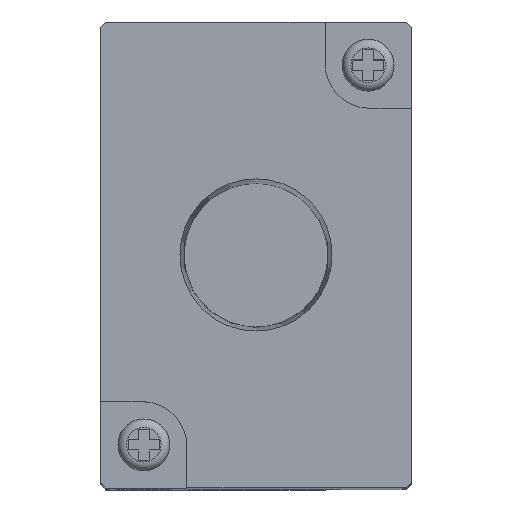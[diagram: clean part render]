
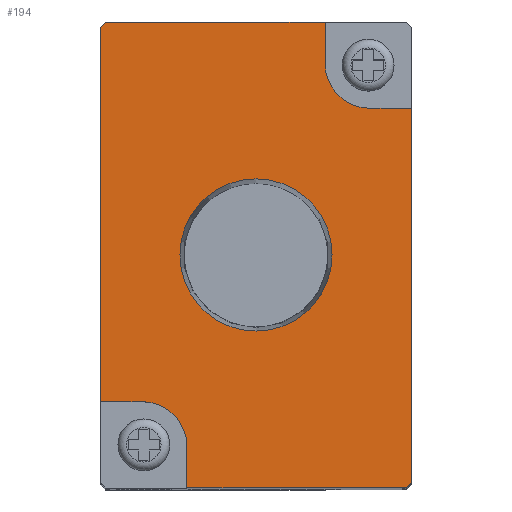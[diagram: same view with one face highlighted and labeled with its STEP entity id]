
A CAD part, top view. The second image highlights one B-rep face of the part: STEP entity #194.
In plain terms, the highlighted planar face has unit normal (0, 0, 1).
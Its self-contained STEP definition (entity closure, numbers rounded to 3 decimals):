
#194 = ADVANCED_FACE( '', ( #490, #491 ), #492, .T. );
#490 = FACE_BOUND( '', #806, .T. );
#491 = FACE_OUTER_BOUND( '', #807, .T. );
#492 = PLANE( '', #808 );
#806 = EDGE_LOOP( '', ( #1823 ) );
#807 = EDGE_LOOP( '', ( #1824, #1825, #1826, #1827, #1828, #1829, #1830, #1831, #1832, #1833, #1834, #1835 ) );
#808 = AXIS2_PLACEMENT_3D( '', #1836, #1837, #1838 );
#1823 = ORIENTED_EDGE( '', *, *, #2297, .T. );
#1824 = ORIENTED_EDGE( '', *, *, #2288, .F. );
#1825 = ORIENTED_EDGE( '', *, *, #2284, .F. );
#1826 = ORIENTED_EDGE( '', *, *, #2287, .F. );
#1827 = ORIENTED_EDGE( '', *, *, #2181, .T. );
#1828 = ORIENTED_EDGE( '', *, *, #2298, .T. );
#1829 = ORIENTED_EDGE( '', *, *, #2161, .T. );
#1830 = ORIENTED_EDGE( '', *, *, #2292, .F. );
#1831 = ORIENTED_EDGE( '', *, *, #2294, .F. );
#1832 = ORIENTED_EDGE( '', *, *, #2296, .F. );
#1833 = ORIENTED_EDGE( '', *, *, #2199, .T. );
#1834 = ORIENTED_EDGE( '', *, *, #2299, .T. );
#1835 = ORIENTED_EDGE( '', *, *, #2183, .T. );
#1836 = CARTESIAN_POINT( '', ( 0., 0., 7.5 ) );
#1837 = DIRECTION( '', ( 0., 0., 1. ) );
#1838 = DIRECTION( '', ( 1., 0., 0. ) );
#2161 = EDGE_CURVE( '', #2668, #2666, #2669, .T. );
#2181 = EDGE_CURVE( '', #2687, #2695, #2697, .T. );
#2183 = EDGE_CURVE( '', #2701, #2699, #2702, .T. );
#2199 = EDGE_CURVE( '', #2712, #2724, #2726, .T. );
#2284 = EDGE_CURVE( '', #2868, #2869, #2870, .T. );
#2287 = EDGE_CURVE( '', #2687, #2868, #2873, .T. );
#2288 = EDGE_CURVE( '', #2869, #2699, #2874, .T. );
#2292 = EDGE_CURVE( '', #2880, #2666, #2881, .T. );
#2294 = EDGE_CURVE( '', #2883, #2880, #2884, .T. );
#2296 = EDGE_CURVE( '', #2712, #2883, #2886, .T. );
#2297 = EDGE_CURVE( '', #2887, #2887, #2888, .T. );
#2298 = EDGE_CURVE( '', #2695, #2668, #2889, .T. );
#2299 = EDGE_CURVE( '', #2724, #2701, #2890, .T. );
#2666 = VERTEX_POINT( '', #3484 );
#2668 = VERTEX_POINT( '', #3487 );
#2669 = LINE( '', #3488, #3489 );
#2687 = VERTEX_POINT( '', #3518 );
#2695 = VERTEX_POINT( '', #3532 );
#2697 = LINE( '', #3535, #3536 );
#2699 = VERTEX_POINT( '', #3538 );
#2701 = VERTEX_POINT( '', #3541 );
#2702 = LINE( '', #3542, #3543 );
#2712 = VERTEX_POINT( '', #3559 );
#2724 = VERTEX_POINT( '', #3578 );
#2726 = LINE( '', #3581, #3582 );
#2868 = VERTEX_POINT( '', #3799 );
#2869 = VERTEX_POINT( '', #3800 );
#2870 = CIRCLE( '', #3801, 2.6 );
#2873 = LINE( '', #3806, #3807 );
#2874 = LINE( '', #3808, #3809 );
#2880 = VERTEX_POINT( '', #3817 );
#2881 = LINE( '', #3818, #3819 );
#2883 = VERTEX_POINT( '', #3822 );
#2884 = CIRCLE( '', #3823, 2.6 );
#2886 = LINE( '', #3826, #3827 );
#2887 = VERTEX_POINT( '', #3828 );
#2888 = CIRCLE( '', #3829, 4.408 );
#2889 = LINE( '', #3830, #3831 );
#2890 = LINE( '', #3832, #3833 );
#3484 = CARTESIAN_POINT( '', ( 9., 8.5, 7.5 ) );
#3487 = CARTESIAN_POINT( '', ( 9., -13.2, 7.5 ) );
#3488 = CARTESIAN_POINT( '', ( 9., -13.2, 7.5 ) );
#3489 = VECTOR( '', #4135, 1000. );
#3518 = CARTESIAN_POINT( '', ( -4., -13.5, 7.5 ) );
#3532 = CARTESIAN_POINT( '', ( 8.7, -13.5, 7.5 ) );
#3535 = CARTESIAN_POINT( '', ( -8.7, -13.5, 7.5 ) );
#3536 = VECTOR( '', #4157, 1000. );
#3538 = CARTESIAN_POINT( '', ( -9., -8.5, 7.5 ) );
#3541 = CARTESIAN_POINT( '', ( -9., 13.2, 7.5 ) );
#3542 = CARTESIAN_POINT( '', ( -9., 13.2, 7.5 ) );
#3543 = VECTOR( '', #4159, 1000. );
#3559 = CARTESIAN_POINT( '', ( 4., 13.5, 7.5 ) );
#3578 = CARTESIAN_POINT( '', ( -8.7, 13.5, 7.5 ) );
#3581 = CARTESIAN_POINT( '', ( 8.7, 13.5, 7.5 ) );
#3582 = VECTOR( '', #4177, 1000. );
#3799 = CARTESIAN_POINT( '', ( -4., -11.1, 7.5 ) );
#3800 = CARTESIAN_POINT( '', ( -6.6, -8.5, 7.5 ) );
#3801 = AXIS2_PLACEMENT_3D( '', #4279, #4280, #4281 );
#3806 = CARTESIAN_POINT( '', ( -4., -13.5, 7.5 ) );
#3807 = VECTOR( '', #4284, 1000. );
#3808 = CARTESIAN_POINT( '', ( -6.6, -8.5, 7.5 ) );
#3809 = VECTOR( '', #4285, 1000. );
#3817 = CARTESIAN_POINT( '', ( 6.6, 8.5, 7.5 ) );
#3818 = CARTESIAN_POINT( '', ( 6.6, 8.5, 7.5 ) );
#3819 = VECTOR( '', #4291, 1000. );
#3822 = CARTESIAN_POINT( '', ( 4., 11.1, 7.5 ) );
#3823 = AXIS2_PLACEMENT_3D( '', #4293, #4294, #4295 );
#3826 = CARTESIAN_POINT( '', ( 4., 13.5, 7.5 ) );
#3827 = VECTOR( '', #4297, 1000. );
#3828 = CARTESIAN_POINT( '', ( 0., 4.408, 7.5 ) );
#3829 = AXIS2_PLACEMENT_3D( '', #4298, #4299, #4300 );
#3830 = CARTESIAN_POINT( '', ( 8.7, -13.5, 7.5 ) );
#3831 = VECTOR( '', #4301, 1000. );
#3832 = CARTESIAN_POINT( '', ( -8.7, 13.5, 7.5 ) );
#3833 = VECTOR( '', #4302, 1000. );
#4135 = DIRECTION( '', ( 0., 1., 0. ) );
#4157 = DIRECTION( '', ( 1., 0., 0. ) );
#4159 = DIRECTION( '', ( 0., -1., 0. ) );
#4177 = DIRECTION( '', ( -1., 0., 0. ) );
#4279 = CARTESIAN_POINT( '', ( -6.6, -11.1, 7.5 ) );
#4280 = DIRECTION( '', ( 0., 0., 1. ) );
#4281 = DIRECTION( '', ( 1., 0., 0. ) );
#4284 = DIRECTION( '', ( 0., 1., 0. ) );
#4285 = DIRECTION( '', ( -1., 0., 0. ) );
#4291 = DIRECTION( '', ( 1., 0., 0. ) );
#4293 = CARTESIAN_POINT( '', ( 6.6, 11.1, 7.5 ) );
#4294 = DIRECTION( '', ( 0., 0., 1. ) );
#4295 = DIRECTION( '', ( 1., 0., 0. ) );
#4297 = DIRECTION( '', ( 0., -1., 0. ) );
#4298 = CARTESIAN_POINT( '', ( 0., 0., 7.5 ) );
#4299 = DIRECTION( '', ( 0., 0., -1. ) );
#4300 = DIRECTION( '', ( 0., 1., 0. ) );
#4301 = DIRECTION( '', ( 0.707, 0.707, 0. ) );
#4302 = DIRECTION( '', ( -0.707, -0.707, 0. ) );
